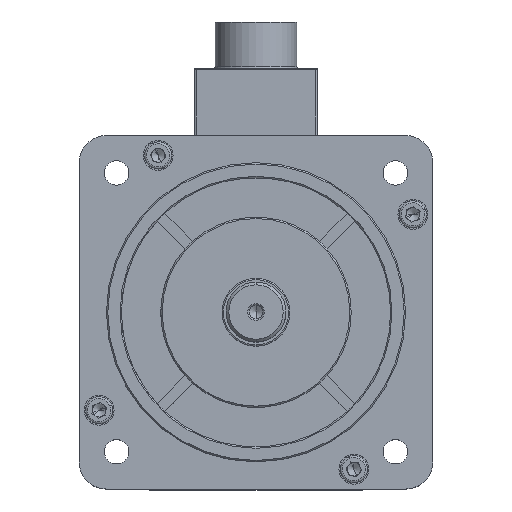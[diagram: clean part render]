
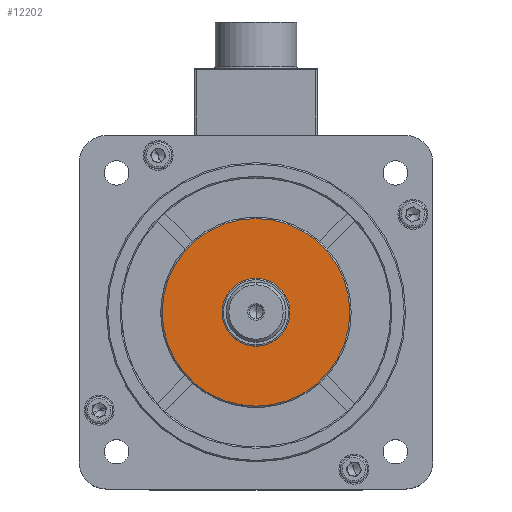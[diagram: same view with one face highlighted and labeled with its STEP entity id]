
A CAD part, top view. The second image highlights one B-rep face of the part: STEP entity #12202.
In plain terms, the highlighted planar face has unit normal (0, 0, 1).
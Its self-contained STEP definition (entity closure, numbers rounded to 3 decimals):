
#1219 = EDGE_CURVE ( 'NONE', #18664, #8850, #16957, .T. ) ;
#1990 = EDGE_CURVE ( 'NONE', #8850, #18664, #18882, .T. ) ;
#2363 = CARTESIAN_POINT ( 'NONE',  ( 0., 0., 19. ) ) ;
#5376 = DIRECTION ( 'NONE',  ( 1., 0., 0. ) ) ;
#7424 = DIRECTION ( 'NONE',  ( 1., 0., 0. ) ) ;
#7701 = ORIENTED_EDGE ( 'NONE', *, *, #1990, .T. ) ;
#8090 = DIRECTION ( 'NONE',  ( 0., 0., 1. ) ) ;
#8850 = VERTEX_POINT ( 'NONE', #31462 ) ;
#9947 = CARTESIAN_POINT ( 'NONE',  ( -34.5, 0., 19. ) ) ;
#10408 = PLANE ( 'NONE',  #10594 ) ;
#10486 = ORIENTED_EDGE ( 'NONE', *, *, #1219, .T. ) ;
#10594 = AXIS2_PLACEMENT_3D ( 'NONE', #18135, #15615, #10912 ) ;
#10912 = DIRECTION ( 'NONE',  ( 1., 0., 0. ) ) ;
#11647 = EDGE_LOOP ( 'NONE', ( #10486, #7701 ) ) ;
#12202 = ADVANCED_FACE ( 'NONE', ( #26055 ), #10408, .T. ) ;
#15615 = DIRECTION ( 'NONE',  ( 0., 0., 1. ) ) ;
#16957 = CIRCLE ( 'NONE', #25577, 34.5 ) ;
#17987 = CARTESIAN_POINT ( 'NONE',  ( 0., 0., 19. ) ) ;
#18135 = CARTESIAN_POINT ( 'NONE',  ( 0., 0., 19. ) ) ;
#18664 = VERTEX_POINT ( 'NONE', #9947 ) ;
#18882 = CIRCLE ( 'NONE', #30112, 34.5 ) ;
#20376 = DIRECTION ( 'NONE',  ( 0., 0., 1. ) ) ;
#25577 = AXIS2_PLACEMENT_3D ( 'NONE', #17987, #8090, #5376 ) ;
#26055 = FACE_OUTER_BOUND ( 'NONE', #11647, .T. ) ;
#30112 = AXIS2_PLACEMENT_3D ( 'NONE', #2363, #20376, #7424 ) ;
#31462 = CARTESIAN_POINT ( 'NONE',  ( 34.5, 0., 19. ) ) ;
